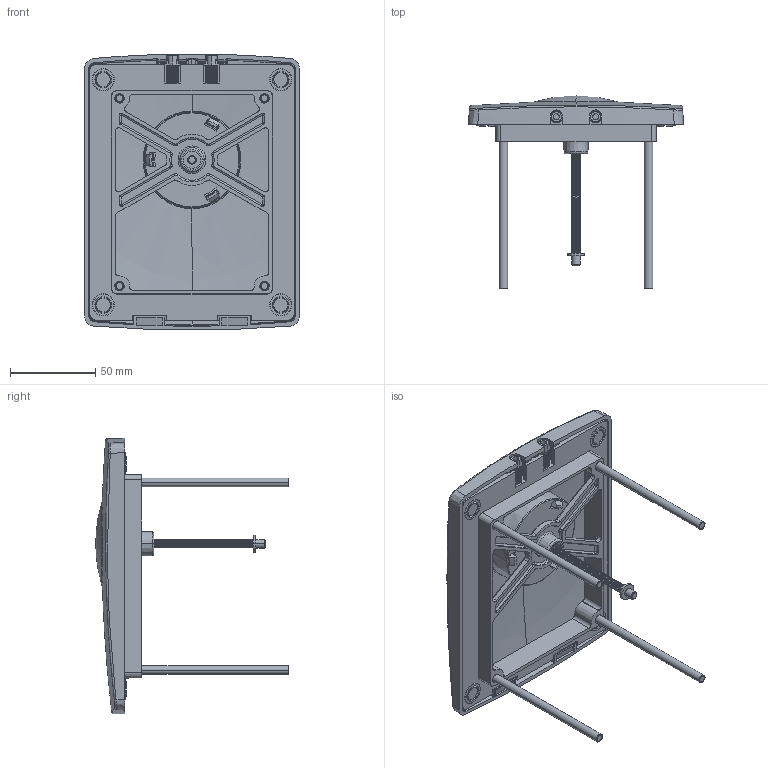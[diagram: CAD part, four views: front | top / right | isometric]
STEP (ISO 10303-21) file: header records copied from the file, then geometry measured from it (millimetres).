
FILE_DESCRIPTION((''),'2;1');
FILE_NAME('984-URINALBET-HAND_ASM','2022-01-21T14:02:31',('bmuecke'),(''),'CREO PARAMETRIC BY PTC INC, 2020414','CREO PARAMETRIC BY PTC INC, 2020414','');
FILE_SCHEMA(('CONFIG_CONTROL_DESIGN','SHAPE_APPEARANCE_LAYERS_GROUPS'));
Length unit declared in the file: millimetre
Products named in the file (11): 984_34_TASTENRAHMEN-URINAL; 984_35-DRUCKKNOPF; 984_96-INSERT-DRUCKKNOPF; 984_36-EINHAENGERAHMEN; 987_48-PUFFER; 984_37-SPANNSTUECK; 984_40-DRUCKFEDER; 984_88-AUSLOESESTIFT; 984_15-SCHRAUBE-M5X100-DIN84; 984_43-DRUCKFEDER; 984-URINALBET-HAND_ASM
Assembly tree (18 placements, depth 2):
  984-URINALBET-HAND_ASM
    984_34_TASTENRAHMEN-URINAL
    984_35-DRUCKKNOPF
    984_96-INSERT-DRUCKKNOPF
    984_36-EINHAENGERAHMEN
    987_48-PUFFER  x4
    984_37-SPANNSTUECK  x2
    984_40-DRUCKFEDER
    984_88-AUSLOESESTIFT
    984_15-SCHRAUBE-M5X100-DIN84  x4
    984_43-DRUCKFEDER  x2
Bounding box: 126 x 112.8 x 161.71 mm (x, y, z)
Volume: 134105.7 mm3; surface area: 120227 mm2
Topology: 18 solids, 23 shells, 933 faces, 2368 edges, 1499 vertices
Faces by surface type: plane 363, cylinder 305, bspline 107, cone 79, torus 52, sphere 27
Entity records: 38730 total; most frequent: CARTESIAN_POINT 15384, ORIENTED_EDGE 3900, DIRECTION 3662, EDGE_CURVE 1954, PRESENTATION_STYLE_ASSIGNMENT 1571, STYLED_ITEM 1507, CURVE_STYLE 1497, AXIS2_PLACEMENT_3D 1413
